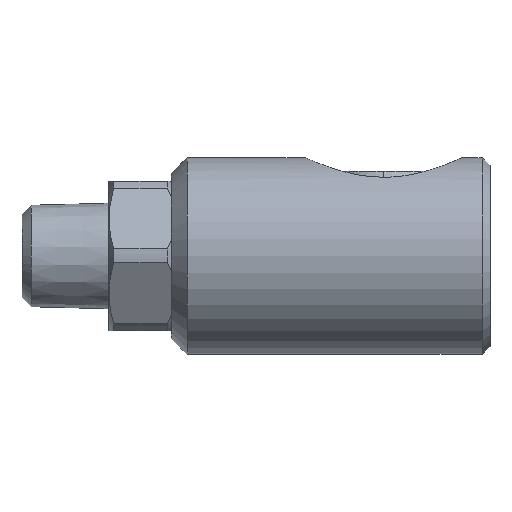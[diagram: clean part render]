
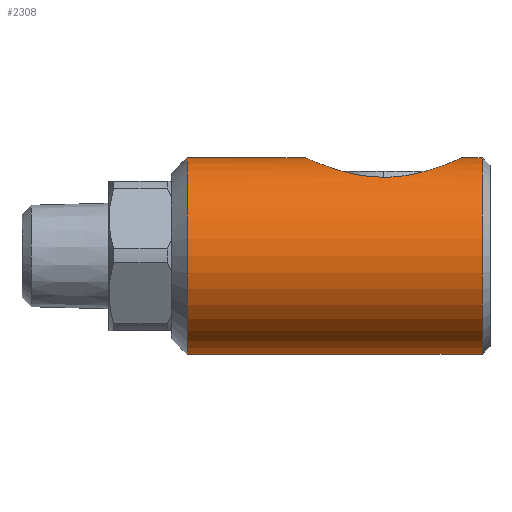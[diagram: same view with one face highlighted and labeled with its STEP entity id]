
A CAD part, top view. The second image highlights one B-rep face of the part: STEP entity #2308.
In plain terms, the highlighted cylindrical face has radius 12.5 mm (diameter 25 mm), a partial arc.
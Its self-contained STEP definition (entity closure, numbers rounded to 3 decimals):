
#81 = AXIS2_PLACEMENT_3D ( 'NONE', #511, #512, #513 ) ;
#92 = CARTESIAN_POINT ( 'NONE',  ( -3.5, 12.5, 0. ) ) ;
#93 = CARTESIAN_POINT ( 'NONE',  ( -3.5, 12.5, 0.295 ) ) ;
#94 = CARTESIAN_POINT ( 'NONE',  ( -3.523, 12.49, 0.586 ) ) ;
#95 = CARTESIAN_POINT ( 'NONE',  ( -3.615, 12.449, 1.164 ) ) ;
#96 = CARTESIAN_POINT ( 'NONE',  ( -3.684, 12.419, 1.452 ) ) ;
#97 = CARTESIAN_POINT ( 'NONE',  ( -3.863, 12.341, 2.01 ) ) ;
#98 = CARTESIAN_POINT ( 'NONE',  ( -3.971, 12.293, 2.279 ) ) ;
#99 = CARTESIAN_POINT ( 'NONE',  ( -4.223, 12.185, 2.799 ) ) ;
#100 = CARTESIAN_POINT ( 'NONE',  ( -4.368, 12.124, 3.052 ) ) ;
#101 = CARTESIAN_POINT ( 'NONE',  ( -4.842, 11.928, 3.772 ) ) ;
#102 = CARTESIAN_POINT ( 'NONE',  ( -5.208, 11.78, 4.203 ) ) ;
#103 = CARTESIAN_POINT ( 'NONE',  ( -5.821, 11.547, 4.791 ) ) ;
#104 = CARTESIAN_POINT ( 'NONE',  ( -6.036, 11.468, 4.978 ) ) ;
#105 = CARTESIAN_POINT ( 'NONE',  ( -6.481, 11.309, 5.329 ) ) ;
#106 = CARTESIAN_POINT ( 'NONE',  ( -6.71, 11.23, 5.493 ) ) ;
#107 = CARTESIAN_POINT ( 'NONE',  ( -7.416, 10.996, 5.955 ) ) ;
#108 = CARTESIAN_POINT ( 'NONE',  ( -7.912, 10.845, 6.222 ) ) ;
#109 = CARTESIAN_POINT ( 'NONE',  ( -8.692, 10.636, 6.569 ) ) ;
#110 = CARTESIAN_POINT ( 'NONE',  ( -8.96, 10.569, 6.676 ) ) ;
#111 = CARTESIAN_POINT ( 'NONE',  ( -9.501, 10.444, 6.87 ) ) ;
#112 = CARTESIAN_POINT ( 'NONE',  ( -9.775, 10.386, 6.956 ) ) ;
#113 = CARTESIAN_POINT ( 'NONE',  ( -10.604, 10.228, 7.188 ) ) ;
#114 = CARTESIAN_POINT ( 'NONE',  ( -11.169, 10.145, 7.304 ) ) ;
#115 = CARTESIAN_POINT ( 'NONE',  ( -12.324, 10.03, 7.46 ) ) ;
#116 = CARTESIAN_POINT ( 'NONE',  ( -12.916, 10., 7.5 ) ) ;
#117 = CARTESIAN_POINT ( 'NONE',  ( -13.5, 10., 7.5 ) ) ;
#118 = CARTESIAN_POINT ( 'NONE',  ( -38.5, 0., 0. ) ) ;
#119 = DIRECTION ( 'NONE',  ( -1., 0., 0. ) ) ;
#120 = DIRECTION ( 'NONE',  ( 0., -1., 0. ) ) ;
#121 = CARTESIAN_POINT ( 'NONE',  ( -42.413, 12.5, 0. ) ) ;
#122 = DIRECTION ( 'NONE',  ( -1., 0., 0. ) ) ;
#123 = CARTESIAN_POINT ( 'NONE',  ( -13.5, 10., 7.5 ) ) ;
#124 = CARTESIAN_POINT ( 'NONE',  ( -14.084, 10., 7.5 ) ) ;
#125 = CARTESIAN_POINT ( 'NONE',  ( -14.664, 10.029, 7.461 ) ) ;
#126 = CARTESIAN_POINT ( 'NONE',  ( -15.816, 10.143, 7.306 ) ) ;
#127 = CARTESIAN_POINT ( 'NONE',  ( -16.392, 10.228, 7.189 ) ) ;
#128 = CARTESIAN_POINT ( 'NONE',  ( -17.502, 10.438, 6.879 ) ) ;
#129 = CARTESIAN_POINT ( 'NONE',  ( -18.039, 10.564, 6.688 ) ) ;
#130 = CARTESIAN_POINT ( 'NONE',  ( -19.077, 10.842, 6.228 ) ) ;
#131 = CARTESIAN_POINT ( 'NONE',  ( -19.582, 10.995, 5.956 ) ) ;
#132 = CARTESIAN_POINT ( 'NONE',  ( -20.528, 11.308, 5.338 ) ) ;
#133 = CARTESIAN_POINT ( 'NONE',  ( -20.97, 11.468, 4.992 ) ) ;
#134 = CARTESIAN_POINT ( 'NONE',  ( -21.582, 11.7, 4.404 ) ) ;
#135 = CARTESIAN_POINT ( 'NONE',  ( -21.778, 11.777, 4.196 ) ) ;
#136 = CARTESIAN_POINT ( 'NONE',  ( -22.146, 11.924, 3.758 ) ) ;
#137 = CARTESIAN_POINT ( 'NONE',  ( -22.317, 11.994, 3.53 ) ) ;
#138 = CARTESIAN_POINT ( 'NONE',  ( -22.631, 12.124, 3.053 ) ) ;
#139 = CARTESIAN_POINT ( 'NONE',  ( -22.774, 12.184, 2.804 ) ) ;
#140 = CARTESIAN_POINT ( 'NONE',  ( -23.027, 12.293, 2.282 ) ) ;
#141 = CARTESIAN_POINT ( 'NONE',  ( -23.138, 12.341, 2.01 ) ) ;
#142 = CARTESIAN_POINT ( 'NONE',  ( -23.315, 12.418, 1.456 ) ) ;
#143 = CARTESIAN_POINT ( 'NONE',  ( -23.383, 12.448, 1.172 ) ) ;
#144 = CARTESIAN_POINT ( 'NONE',  ( -23.476, 12.489, 0.591 ) ) ;
#145 = CARTESIAN_POINT ( 'NONE',  ( -23.5, 12.5, 0.293 ) ) ;
#146 = CARTESIAN_POINT ( 'NONE',  ( -23.5, 12.5, 0. ) ) ;
#147 = CARTESIAN_POINT ( 'NONE',  ( -42.413, 12.5, 0. ) ) ;
#148 = DIRECTION ( 'NONE',  ( -1., 0., 0. ) ) ;
#293 = CARTESIAN_POINT ( 'NONE',  ( -38.5, -12.5, 0. ) ) ;
#295 = CARTESIAN_POINT ( 'NONE',  ( -3.5, 12.5, 0. ) ) ;
#511 = CARTESIAN_POINT ( 'NONE',  ( -42.413, 0., 0. ) ) ;
#512 = DIRECTION ( 'NONE',  ( -1., 0., 0. ) ) ;
#513 = DIRECTION ( 'NONE',  ( 0., -1., 0. ) ) ;
#638 = CARTESIAN_POINT ( 'NONE',  ( -1., -12.5, 0. ) ) ;
#647 = CARTESIAN_POINT ( 'NONE',  ( -1., 12.5, 0. ) ) ;
#765 = CARTESIAN_POINT ( 'NONE',  ( -23.5, 12.5, 0. ) ) ;
#785 = CARTESIAN_POINT ( 'NONE',  ( -38.5, 12.5, 0. ) ) ;
#794 = CARTESIAN_POINT ( 'NONE',  ( -13.5, 10., 7.5 ) ) ;
#1063 = VERTEX_POINT ( 'NONE', #765 ) ;
#1065 = VERTEX_POINT ( 'NONE', #785 ) ;
#1071 = VERTEX_POINT ( 'NONE', #794 ) ;
#1079 = VERTEX_POINT ( 'NONE', #647 ) ;
#1087 = VERTEX_POINT ( 'NONE', #638 ) ;
#1133 = DIRECTION ( 'NONE',  ( -1., 0., 0. ) ) ;
#1135 = DIRECTION ( 'NONE',  ( -1., 0., 0. ) ) ;
#1137 = CARTESIAN_POINT ( 'NONE',  ( -42.413, -12.5, 0. ) ) ;
#1143 = DIRECTION ( 'NONE',  ( 0., -1., 0. ) ) ;
#1146 = CARTESIAN_POINT ( 'NONE',  ( -1., 0., 0. ) ) ;
#1345 = EDGE_LOOP ( 'NONE', ( #2015, #2003, #1998, #2011, #2009, #2002, #2007 ) ) ;
#1396 = B_SPLINE_CURVE_WITH_KNOTS ( 'NONE', 3,
 ( #123, #124, #125, #126, #127, #128, #129, #130, #131, #132, #133, #134, #135, #136, #137, #138, #139, #140, #141, #142, #143, #144, #145, #146 ),
 .UNSPECIFIED., .F., .F.,
 ( 4, 2, 2, 2, 2, 2, 2, 2, 2, 2, 2, 4 ),
 ( 0.036, 0.037, 0.039, 0.041, 0.043, 0.044, 0.045, 0.046, 0.047, 0.048, 0.049, 0.05 ),
 .UNSPECIFIED. ) ;
#1397 = B_SPLINE_CURVE_WITH_KNOTS ( 'NONE', 3,
 ( #92, #93, #94, #95, #96, #97, #98, #99, #100, #101, #102, #103, #104, #105, #106, #107, #108, #109, #110, #111, #112, #113, #114, #115, #116, #117 ),
 .UNSPECIFIED., .F., .F.,
 ( 4, 2, 2, 2, 2, 2, 2, 2, 2, 2, 2, 2, 4 ),
 ( 0.022, 0.023, 0.023, 0.024, 0.025, 0.027, 0.028, 0.029, 0.03, 0.031, 0.032, 0.034, 0.036 ),
 .UNSPECIFIED. ) ;
#1552 = EDGE_CURVE ( 'NONE', #1087, #1079, #1729, .T. ) ;
#1556 = EDGE_CURVE ( 'NONE', #1087, #1816, #2150, .T. ) ;
#1559 = EDGE_CURVE ( 'NONE', #1909, #1071, #1397, .T. ) ;
#1560 = EDGE_CURVE ( 'NONE', #1816, #1065, #1677, .T. ) ;
#1561 = EDGE_CURVE ( 'NONE', #1063, #1065, #2152, .T. ) ;
#1562 = EDGE_CURVE ( 'NONE', #1071, #1063, #1396, .T. ) ;
#1563 = EDGE_CURVE ( 'NONE', #1079, #1909, #2153, .T. ) ;
#1677 = CIRCLE ( 'NONE', #1686, 12.5 ) ;
#1681 = VECTOR ( 'NONE', #1135, 1000. ) ;
#1686 = AXIS2_PLACEMENT_3D ( 'NONE', #118, #119, #120 ) ;
#1729 = CIRCLE ( 'NONE', #1734, 12.5 ) ;
#1734 = AXIS2_PLACEMENT_3D ( 'NONE', #1146, #1133, #1143 ) ;
#1783 = VECTOR ( 'NONE', #122, 1000. ) ;
#1784 = VECTOR ( 'NONE', #148, 1000. ) ;
#1816 = VERTEX_POINT ( 'NONE', #293 ) ;
#1909 = VERTEX_POINT ( 'NONE', #295 ) ;
#1998 = ORIENTED_EDGE ( 'NONE', *, *, #1559, .T. ) ;
#2002 = ORIENTED_EDGE ( 'NONE', *, *, #1560, .F. ) ;
#2003 = ORIENTED_EDGE ( 'NONE', *, *, #1563, .T. ) ;
#2007 = ORIENTED_EDGE ( 'NONE', *, *, #1556, .F. ) ;
#2009 = ORIENTED_EDGE ( 'NONE', *, *, #1561, .T. ) ;
#2011 = ORIENTED_EDGE ( 'NONE', *, *, #1562, .T. ) ;
#2015 = ORIENTED_EDGE ( 'NONE', *, *, #1552, .T. ) ;
#2150 = LINE ( 'NONE', #1137, #1681 ) ;
#2152 = LINE ( 'NONE', #121, #1783 ) ;
#2153 = LINE ( 'NONE', #147, #1784 ) ;
#2227 = FACE_OUTER_BOUND ( 'NONE', #1345, .T. ) ;
#2228 = CYLINDRICAL_SURFACE ( 'NONE', #81, 12.5 ) ;
#2308 = ADVANCED_FACE ( 'NONE', ( #2227 ), #2228, .T. ) ;
